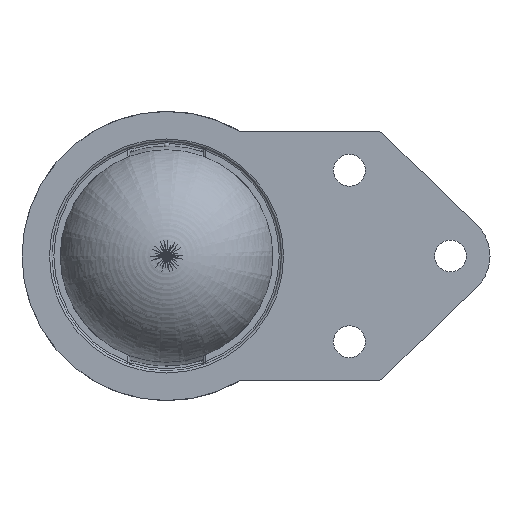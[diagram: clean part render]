
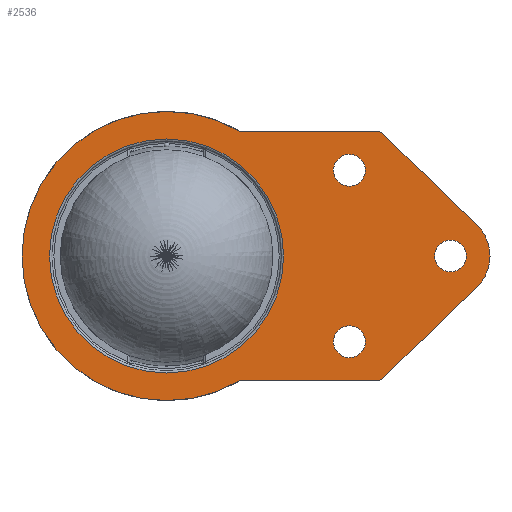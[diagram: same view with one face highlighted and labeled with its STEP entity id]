
A CAD part, left-side view. The second image highlights one B-rep face of the part: STEP entity #2536.
In plain terms, the highlighted face is planar.
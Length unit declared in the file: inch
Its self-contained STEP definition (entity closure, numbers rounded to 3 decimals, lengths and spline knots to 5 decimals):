
#103=VECTOR('',#3118,1.);
#105=VECTOR('',#3133,1.);
#108=VECTOR('',#3141,1.);
#109=VECTOR('',#3143,1.);
#179=LINE('',#4919,#103);
#181=LINE('',#4933,#105);
#184=LINE('',#4941,#108);
#185=LINE('',#4943,#109);
#1053=PLANE('',#2738);
#1201=VERTEX_POINT('',#4478);
#1202=VERTEX_POINT('',#4480);
#1219=VERTEX_POINT('',#4918);
#1223=VERTEX_POINT('',#4932);
#1224=VERTEX_POINT('',#4936);
#1225=VERTEX_POINT('',#4940);
#1226=VERTEX_POINT('',#4947);
#1227=VERTEX_POINT('',#4950);
#1228=VERTEX_POINT('',#4953);
#1229=VERTEX_POINT('',#4956);
#1321=CIRCLE('',#2699,2.32283);
#1334=CIRCLE('',#2728,0.7);
#1335=CIRCLE('',#2733,0.25591);
#1336=CIRCLE('',#2735,0.25591);
#1337=CIRCLE('',#2737,0.25591);
#1338=CIRCLE('',#2739,1.8803);
#1482=EDGE_CURVE('',#1201,#1202,#1321,.T.);
#1513=EDGE_CURVE('',#1219,#1201,#179,.T.);
#1520=EDGE_CURVE('',#1223,#1219,#181,.T.);
#1522=EDGE_CURVE('',#1224,#1223,#1334,.T.);
#1524=EDGE_CURVE('',#1225,#1224,#184,.T.);
#1525=EDGE_CURVE('',#1202,#1225,#185,.T.);
#1526=EDGE_CURVE('',#1226,#1226,#1335,.T.);
#1527=EDGE_CURVE('',#1227,#1227,#1336,.T.);
#1528=EDGE_CURVE('',#1228,#1228,#1337,.T.);
#1529=EDGE_CURVE('',#1229,#1229,#1338,.T.);
#1902=ORIENTED_EDGE('',*,*,#1526,.T.);
#1903=ORIENTED_EDGE('',*,*,#1527,.T.);
#1904=ORIENTED_EDGE('',*,*,#1528,.T.);
#1905=ORIENTED_EDGE('',*,*,#1525,.F.);
#1906=ORIENTED_EDGE('',*,*,#1482,.F.);
#1907=ORIENTED_EDGE('',*,*,#1513,.F.);
#1908=ORIENTED_EDGE('',*,*,#1520,.F.);
#1909=ORIENTED_EDGE('',*,*,#1522,.F.);
#1910=ORIENTED_EDGE('',*,*,#1524,.F.);
#1911=ORIENTED_EDGE('',*,*,#1529,.F.);
#2205=EDGE_LOOP('',(#1902));
#2206=EDGE_LOOP('',(#1903));
#2207=EDGE_LOOP('',(#1904));
#2208=EDGE_LOOP('',(#1905,#1906,#1907,#1908,#1909,#1910));
#2209=EDGE_LOOP('',(#1911));
#2395=FACE_BOUND('',#2205,.T.);
#2396=FACE_BOUND('',#2206,.T.);
#2397=FACE_BOUND('',#2207,.T.);
#2398=FACE_BOUND('',#2208,.T.);
#2399=FACE_BOUND('',#2209,.T.);
#2536=ADVANCED_FACE('',(#2395,#2396,#2397,#2398,#2399),#1053,.F.);
#2699=AXIS2_PLACEMENT_3D('',#4479,#3067,#3068);
#2728=AXIS2_PLACEMENT_3D('',#4937,#3137,#3138);
#2733=AXIS2_PLACEMENT_3D('',#4946,#3147,#3148);
#2735=AXIS2_PLACEMENT_3D('',#4949,#3151,#3152);
#2737=AXIS2_PLACEMENT_3D('',#4952,#3155,#3156);
#2738=AXIS2_PLACEMENT_3D('',#4954,#3157,$);
#2739=AXIS2_PLACEMENT_3D('',#4955,#3158,#3159);
#3067=DIRECTION('',(0.,0.,1.));
#3068=DIRECTION('',(2.323,0.,0.));
#3118=DIRECTION('',(0.,1.,0.));
#3133=DIRECTION('',(0.695,0.719,0.));
#3137=DIRECTION('',(0.,0.,1.));
#3138=DIRECTION('',(0.7,0.,0.));
#3141=DIRECTION('',(0.695,-0.719,0.));
#3143=DIRECTION('',(0.,-1.,0.));
#3147=DIRECTION('',(0.,0.,1.));
#3148=DIRECTION('',(0.256,0.,0.));
#3151=DIRECTION('',(0.,0.,1.));
#3152=DIRECTION('',(0.256,0.,0.));
#3155=DIRECTION('',(0.,0.,1.));
#3156=DIRECTION('',(0.256,0.,0.));
#3157=DIRECTION('',(0.,0.,1.));
#3158=DIRECTION('',(0.,0.,-1.));
#3159=DIRECTION('',(0.,-1.88,0.));
#4478=CARTESIAN_POINT('',(2.00787,-1.16791,0.));
#4479=CARTESIAN_POINT('',(0.,0.,0.));
#4480=CARTESIAN_POINT('',(-2.00787,-1.16791,0.));
#4918=CARTESIAN_POINT('',(2.00787,-3.42533,0.));
#4919=CARTESIAN_POINT('',(2.00787,-3.42533,0.));
#4932=CARTESIAN_POINT('',(0.50354,-4.98311,0.));
#4933=CARTESIAN_POINT('',(0.50354,-4.98311,0.));
#4936=CARTESIAN_POINT('',(-0.50354,-4.98311,0.));
#4937=CARTESIAN_POINT('',(0.,-4.49685,0.));
#4940=CARTESIAN_POINT('',(-2.00787,-3.42533,0.));
#4941=CARTESIAN_POINT('',(-2.00787,-3.42533,0.));
#4943=CARTESIAN_POINT('',(-2.00787,-1.16791,0.));
#4946=CARTESIAN_POINT('',(1.37795,-2.93701,0.));
#4947=CARTESIAN_POINT('',(1.12205,-2.93701,0.));
#4949=CARTESIAN_POINT('',(0.,-4.56299,0.));
#4950=CARTESIAN_POINT('',(-0.25591,-4.56299,0.));
#4952=CARTESIAN_POINT('',(-1.37795,-2.93701,0.));
#4953=CARTESIAN_POINT('',(-1.63386,-2.93701,0.));
#4954=CARTESIAN_POINT('',(0.,-1.36958,0.));
#4955=CARTESIAN_POINT('',(0.,0.,0.));
#4956=CARTESIAN_POINT('',(0.,1.8803,0.));
